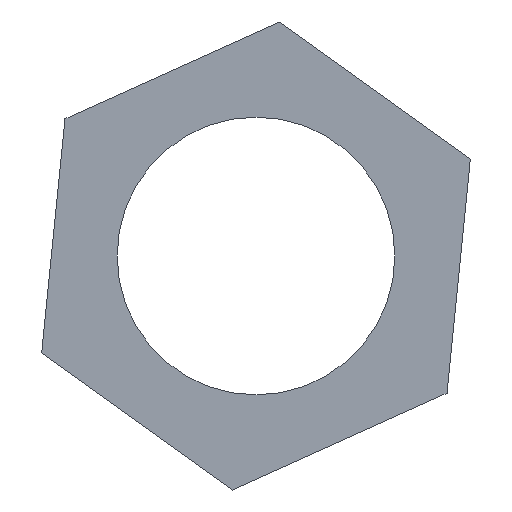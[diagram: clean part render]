
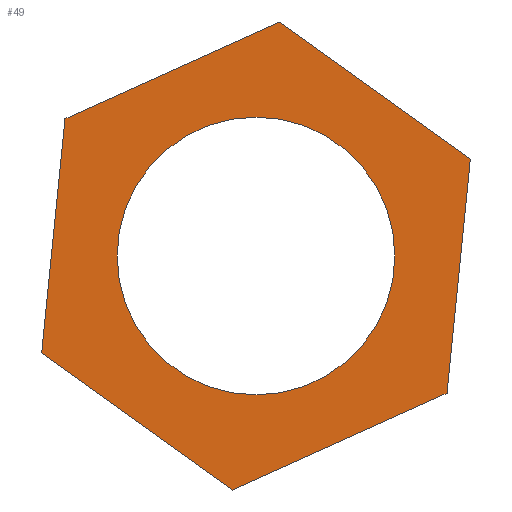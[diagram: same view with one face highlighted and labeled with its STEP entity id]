
A CAD part, left-side view. The second image highlights one B-rep face of the part: STEP entity #49.
In plain terms, the highlighted planar face has unit normal (-1, 0, 0).
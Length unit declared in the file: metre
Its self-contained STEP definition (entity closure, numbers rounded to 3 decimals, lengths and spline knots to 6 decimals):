
#49 = ADVANCED_FACE( '', ( #94, #95 ), #96, .T. );
#94 = FACE_BOUND( '', #131, .T. );
#95 = FACE_OUTER_BOUND( '', #132, .T. );
#96 = PLANE( '', #133 );
#131 = EDGE_LOOP( '', ( #201 ) );
#132 = EDGE_LOOP( '', ( #202, #203, #204, #205, #206, #207 ) );
#133 = AXIS2_PLACEMENT_3D( '', #208, #209, #210 );
#201 = ORIENTED_EDGE( '', *, *, #228, .T. );
#202 = ORIENTED_EDGE( '', *, *, #238, .T. );
#203 = ORIENTED_EDGE( '', *, *, #214, .T. );
#204 = ORIENTED_EDGE( '', *, *, #234, .T. );
#205 = ORIENTED_EDGE( '', *, *, #236, .T. );
#206 = ORIENTED_EDGE( '', *, *, #219, .T. );
#207 = ORIENTED_EDGE( '', *, *, #231, .T. );
#208 = CARTESIAN_POINT( '', ( -0.086379, -2.733738, 0.964098 ) );
#209 = DIRECTION( '', ( -1., 0., 0. ) );
#210 = DIRECTION( '', ( 0., -1., 0. ) );
#214 = EDGE_CURVE( '', #246, #244, #247, .T. );
#219 = EDGE_CURVE( '', #255, #253, #256, .T. );
#228 = EDGE_CURVE( '', #268, #268, #269, .T. );
#231 = EDGE_CURVE( '', #253, #271, #273, .T. );
#234 = EDGE_CURVE( '', #244, #275, #277, .T. );
#236 = EDGE_CURVE( '', #275, #255, #279, .T. );
#238 = EDGE_CURVE( '', #271, #246, #281, .T. );
#244 = VERTEX_POINT( '', #288 );
#246 = VERTEX_POINT( '', #291 );
#247 = LINE( '', #292, #293 );
#253 = VERTEX_POINT( '', #301 );
#255 = VERTEX_POINT( '', #304 );
#256 = LINE( '', #305, #306 );
#268 = VERTEX_POINT( '', #323 );
#269 = CIRCLE( '', #324, 0.009525 );
#271 = VERTEX_POINT( '', #326 );
#273 = LINE( '', #329, #330 );
#275 = VERTEX_POINT( '', #332 );
#277 = LINE( '', #335, #336 );
#279 = LINE( '', #338, #339 );
#281 = LINE( '', #341, #342 );
#288 = CARTESIAN_POINT( '', ( -0.086379, -2.62738, 1.183469 ) );
#291 = CARTESIAN_POINT( '', ( -0.086379, -2.64208, 1.190111 ) );
#292 = CARTESIAN_POINT( '', ( -0.086379, -2.63473, 1.18679 ) );
#293 = VECTOR( '', #346, 1. );
#301 = CARTESIAN_POINT( '', ( -0.086379, -2.653584, 1.164649 ) );
#304 = CARTESIAN_POINT( '', ( -0.086379, -2.638884, 1.158007 ) );
#305 = CARTESIAN_POINT( '', ( -0.086379, -2.646234, 1.161328 ) );
#306 = VECTOR( '', #350, 1. );
#323 = CARTESIAN_POINT( '', ( -0.086379, -2.640482, 1.164534 ) );
#324 = AXIS2_PLACEMENT_3D( '', #359, #360, #361 );
#326 = CARTESIAN_POINT( '', ( -0.086379, -2.655182, 1.180701 ) );
#329 = CARTESIAN_POINT( '', ( -0.086379, -2.654383, 1.172675 ) );
#330 = VECTOR( '', #363, 1. );
#332 = CARTESIAN_POINT( '', ( -0.086379, -2.625782, 1.167417 ) );
#335 = CARTESIAN_POINT( '', ( -0.086379, -2.626581, 1.175443 ) );
#336 = VECTOR( '', #365, 1. );
#338 = CARTESIAN_POINT( '', ( -0.086379, -2.632333, 1.162712 ) );
#339 = VECTOR( '', #366, 1. );
#341 = CARTESIAN_POINT( '', ( -0.086379, -2.648631, 1.185406 ) );
#342 = VECTOR( '', #367, 1. );
#346 = DIRECTION( '', ( 0., 0.911, -0.412 ) );
#350 = DIRECTION( '', ( 0., -0.911, 0.412 ) );
#359 = CARTESIAN_POINT( '', ( -0.086379, -2.640482, 1.174059 ) );
#360 = DIRECTION( '', ( 1., 0., 0. ) );
#361 = DIRECTION( '', ( 0., 0., -1. ) );
#363 = DIRECTION( '', ( 0., -0.099, 0.995 ) );
#365 = DIRECTION( '', ( 0., 0.099, -0.995 ) );
#366 = DIRECTION( '', ( 0., -0.812, -0.583 ) );
#367 = DIRECTION( '', ( 0., 0.812, 0.583 ) );
